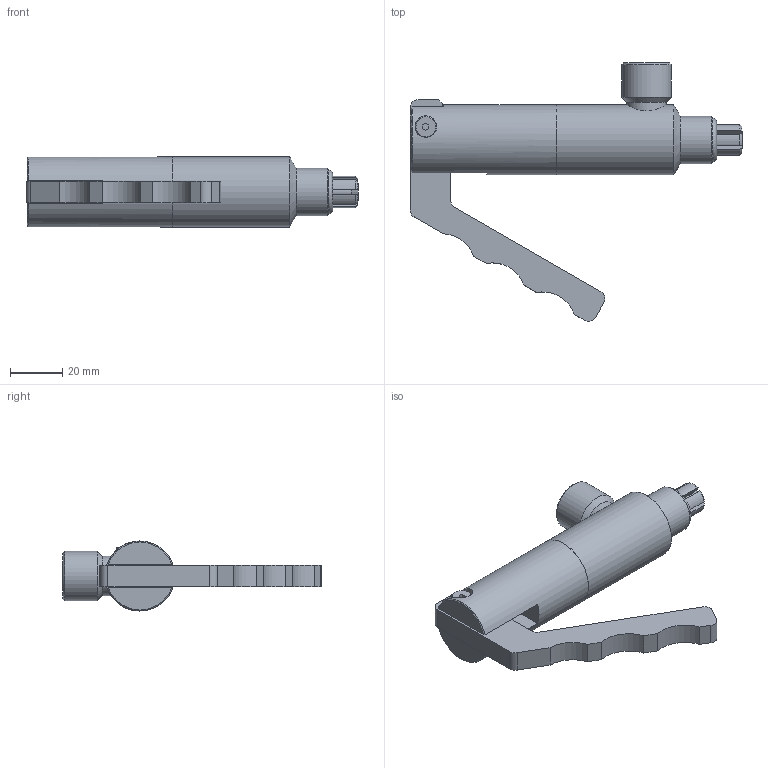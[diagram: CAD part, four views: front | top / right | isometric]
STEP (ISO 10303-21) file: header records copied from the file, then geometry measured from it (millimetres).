
FILE_DESCRIPTION(/* description */ (''),/* implementation_level */ '2;1');
FILE_NAME(/* name */ 'FNL-128041.stp',/* time_stamp */ '2013-08-28T08:29:45-05:00',/* author */ ('scottg'),/* organization */ ('FasTest,Inc.'),/* preprocessor_version */ 'ST-DEVELOPER v15.2',/* originating_system */ 'Autodesk Inventor 2014',/* authorisation */ '');
FILE_SCHEMA (('AUTOMOTIVE_DESIGN { 1 0 10303 214 3 1 1 }'));
Length unit declared in the file: inch
Products named in the file (1): FNL-128041
Bounding box: 127.66 x 99.44 x 26.92 mm (x, y, z)
Volume: 11826.8 mm3; surface area: 20210.7 mm2
Topology: 2 solids, 5 shells, 160 faces, 413 edges, 273 vertices
Faces by surface type: plane 100, cylinder 33, cone 19, torus 8
Full cylindrical faces by diameter (mm): 4.826 x2, 4.978 x1, 8.157 x1, 8.331 x1, 10.033 x1, 10.719 x1, 15.189 x1, 18.313 x1, 19.05 x1, 24.943 x1, 26.924 x2
Entity records: 4894 total; most frequent: CARTESIAN_POINT 1192, ORIENTED_EDGE 746, DIRECTION 746, EDGE_CURVE 371, AXIS2_PLACEMENT_3D 275, VERTEX_POINT 259, EDGE_LOOP 208, LINE 196
